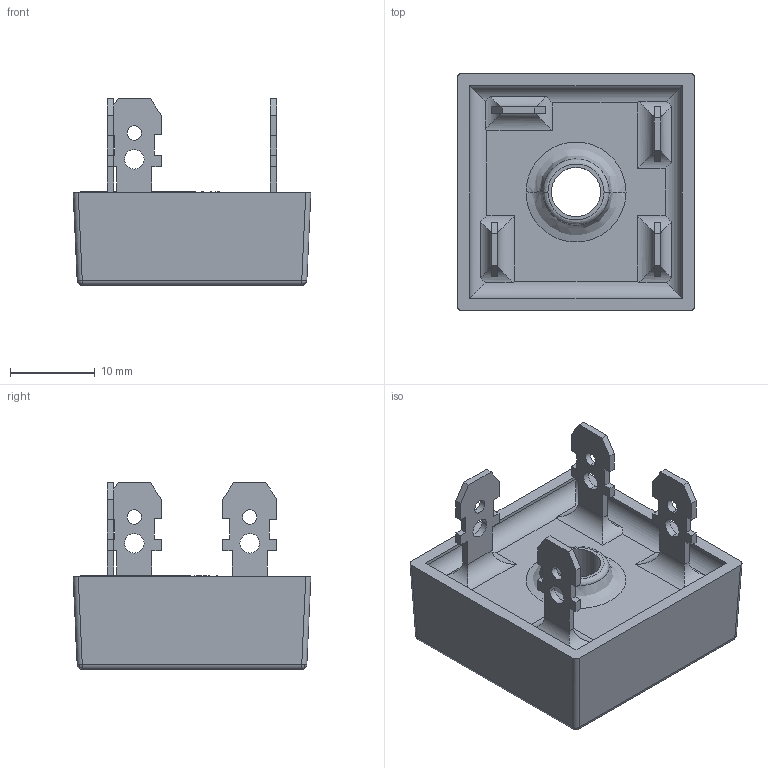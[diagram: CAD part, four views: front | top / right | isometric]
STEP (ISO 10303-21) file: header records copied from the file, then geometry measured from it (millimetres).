
FILE_DESCRIPTION (( 'STEP AP214' ), '1' );
FILE_NAME ('User Library-Silicon Bridge Rectifiers 5010.STEP', '2021-01-05T18:36:02', ( '' ), ( '' ), 'SwSTEP 2.0', 'SolidWorks 2020', '' );
FILE_SCHEMA (( 'AUTOMOTIVE_DESIGN' ));
Length unit declared in the file: millimetre
Products named in the file (1): User Library-Silicon Bridge Rectifiers 5010
Bounding box: 28 x 28 x 22 mm (x, y, z)
Volume: 6967.6 mm3; surface area: 3615.6 mm2
Topology: 1 solids, 1 shells, 335 faces, 934 edges, 612 vertices
Faces by surface type: plane 184, bspline 105, cylinder 46
Entity records: 15491 total; most frequent: CARTESIAN_POINT 3911, ORIENTED_EDGE 1852, DIRECTION 1228, EDGE_CURVE 926, VECTOR 630, LINE 630, VERTEX_POINT 612, EDGE_LOOP 372
